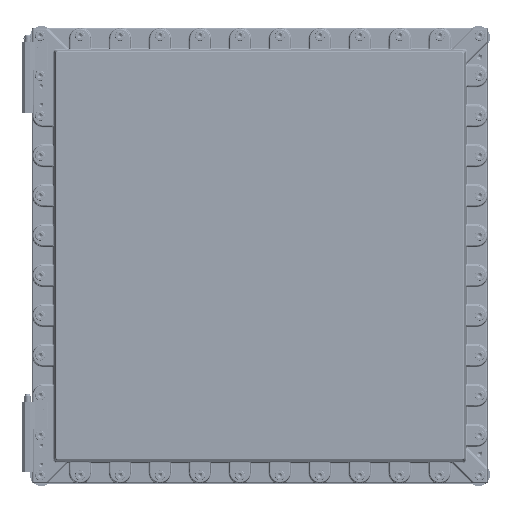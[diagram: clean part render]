
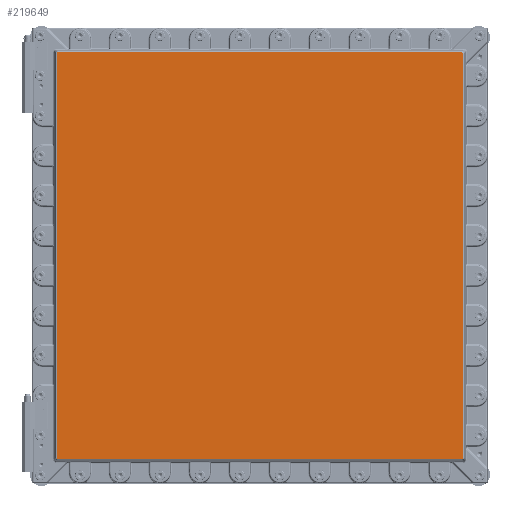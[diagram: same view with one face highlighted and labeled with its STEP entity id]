
A CAD part, top view. The second image highlights one B-rep face of the part: STEP entity #219649.
In plain terms, the highlighted planar face has unit normal (0, 0, 1).
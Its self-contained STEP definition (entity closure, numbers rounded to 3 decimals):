
#26985 = AXIS2_PLACEMENT_3D ( 'NONE', #118807, #118836, #118838 ) ;
#93308 = VECTOR ( 'NONE', #97088, 1000. ) ;
#93326 = LINE ( 'NONE', #97012, #93330 ) ;
#93328 = LINE ( 'NONE', #97079, #93308 ) ;
#93330 = VECTOR ( 'NONE', #97018, 1000. ) ;
#93332 = LINE ( 'NONE', #97112, #93335 ) ;
#93335 = VECTOR ( 'NONE', #97120, 1000. ) ;
#93337 = LINE ( 'NONE', #97144, #93340 ) ;
#93340 = VECTOR ( 'NONE', #97152, 1000. ) ;
#94753 = FACE_OUTER_BOUND ( 'NONE', #241444, .T. ) ;
#97012 = CARTESIAN_POINT ( 'NONE',  ( -325.465, -327., 34. ) ) ;
#97018 = DIRECTION ( 'NONE',  ( 0., -1., 0. ) ) ;
#97037 = CARTESIAN_POINT ( 'NONE',  ( -324.68, -325.465, 34. ) ) ;
#97042 = CARTESIAN_POINT ( 'NONE',  ( 324.68, -325.465, 34. ) ) ;
#97056 = CARTESIAN_POINT ( 'NONE',  ( -325.465, -324.68, 34. ) ) ;
#97059 = CARTESIAN_POINT ( 'NONE',  ( 325.465, -324.68, 34. ) ) ;
#97066 = CARTESIAN_POINT ( 'NONE',  ( -325.465, -323.533, 34. ) ) ;
#97070 = CARTESIAN_POINT ( 'NONE',  ( -323.533, -325.465, 34. ) ) ;
#97079 = CARTESIAN_POINT ( 'NONE',  ( -327., -325.465, 34. ) ) ;
#97088 = DIRECTION ( 'NONE',  ( 1., 0., 0. ) ) ;
#97091 = CARTESIAN_POINT ( 'NONE',  ( 325.465, 324.68, 34. ) ) ;
#97095 = CARTESIAN_POINT ( 'NONE',  ( 323.533, -325.465, 34. ) ) ;
#97098 = CARTESIAN_POINT ( 'NONE',  ( 324.68, 325.465, 34. ) ) ;
#97102 = CARTESIAN_POINT ( 'NONE',  ( 325.465, -323.533, 34. ) ) ;
#97112 = CARTESIAN_POINT ( 'NONE',  ( 325.465, -327., 34. ) ) ;
#97120 = DIRECTION ( 'NONE',  ( 0., 1., 0. ) ) ;
#97123 = CARTESIAN_POINT ( 'NONE',  ( -324.68, 325.465, 34. ) ) ;
#97127 = CARTESIAN_POINT ( 'NONE',  ( 325.465, 323.533, 34. ) ) ;
#97131 = CARTESIAN_POINT ( 'NONE',  ( -325.465, 324.68, 34. ) ) ;
#97135 = CARTESIAN_POINT ( 'NONE',  ( 323.533, 325.465, 34. ) ) ;
#97144 = CARTESIAN_POINT ( 'NONE',  ( -327., 325.465, 34. ) ) ;
#97152 = DIRECTION ( 'NONE',  ( -1., 0., 0. ) ) ;
#97158 = CARTESIAN_POINT ( 'NONE',  ( -323.533, 325.465, 34. ) ) ;
#97166 = CARTESIAN_POINT ( 'NONE',  ( -325.465, 323.533, 34. ) ) ;
#115589 = CARTESIAN_POINT ( 'NONE',  ( -325.465, -323.533, 34. ) ) ;
#115591 = CARTESIAN_POINT ( 'NONE',  ( -325.465, 323.533, 34. ) ) ;
#115609 = CARTESIAN_POINT ( 'NONE',  ( -323.533, -325.465, 34. ) ) ;
#115612 = CARTESIAN_POINT ( 'NONE',  ( 323.533, -325.465, 34. ) ) ;
#115615 = CARTESIAN_POINT ( 'NONE',  ( 325.465, -323.533, 34. ) ) ;
#115618 = CARTESIAN_POINT ( 'NONE',  ( 325.465, 323.533, 34. ) ) ;
#115621 = CARTESIAN_POINT ( 'NONE',  ( 323.533, 325.465, 34. ) ) ;
#115624 = CARTESIAN_POINT ( 'NONE',  ( -323.533, 325.465, 34. ) ) ;
#118807 = CARTESIAN_POINT ( 'NONE',  ( -327., -327., 34. ) ) ;
#118830 = PLANE ( 'NONE',  #26985 ) ;
#118836 = DIRECTION ( 'NONE',  ( 0., 0., 1. ) ) ;
#118838 = DIRECTION ( 'NONE',  ( 1., 0., 0. ) ) ;
#153566 =( BOUNDED_CURVE ( )  B_SPLINE_CURVE ( 3, ( #97066, #97056, #97037, #97070 ),
 .UNSPECIFIED., .F., .F. ) 
 B_SPLINE_CURVE_WITH_KNOTS ( ( 4, 4 ),
 ( 2.39, 3.893 ),
 .UNSPECIFIED. ) 
 CURVE ( )  GEOMETRIC_REPRESENTATION_ITEM ( )  RATIONAL_B_SPLINE_CURVE ( ( 1., 0.82, 0.82, 1. ) ) 
 REPRESENTATION_ITEM ( '' )  );
#153572 =( BOUNDED_CURVE ( )  B_SPLINE_CURVE ( 3, ( #97095, #97042, #97059, #97102 ),
 .UNSPECIFIED., .F., .F. ) 
 B_SPLINE_CURVE_WITH_KNOTS ( ( 4, 4 ),
 ( 2.39, 3.893 ),
 .UNSPECIFIED. ) 
 CURVE ( )  GEOMETRIC_REPRESENTATION_ITEM ( )  RATIONAL_B_SPLINE_CURVE ( ( 1., 0.82, 0.82, 1. ) ) 
 REPRESENTATION_ITEM ( '' )  );
#153576 =( BOUNDED_CURVE ( )  B_SPLINE_CURVE ( 3, ( #97127, #97091, #97098, #97135 ),
 .UNSPECIFIED., .F., .F. ) 
 B_SPLINE_CURVE_WITH_KNOTS ( ( 4, 4 ),
 ( 2.39, 3.893 ),
 .UNSPECIFIED. ) 
 CURVE ( )  GEOMETRIC_REPRESENTATION_ITEM ( )  RATIONAL_B_SPLINE_CURVE ( ( 1., 0.82, 0.82, 1. ) ) 
 REPRESENTATION_ITEM ( '' )  );
#153580 =( BOUNDED_CURVE ( )  B_SPLINE_CURVE ( 3, ( #97158, #97123, #97131, #97166 ),
 .UNSPECIFIED., .F., .F. ) 
 B_SPLINE_CURVE_WITH_KNOTS ( ( 4, 4 ),
 ( 2.39, 3.893 ),
 .UNSPECIFIED. ) 
 CURVE ( )  GEOMETRIC_REPRESENTATION_ITEM ( )  RATIONAL_B_SPLINE_CURVE ( ( 1., 0.82, 0.82, 1. ) ) 
 REPRESENTATION_ITEM ( '' )  );
#199464 = EDGE_CURVE ( 'NONE', #212749, #212748, #93326, .T. ) ;
#199467 = EDGE_CURVE ( 'NONE', #212748, #212763, #153566, .T. ) ;
#199471 = EDGE_CURVE ( 'NONE', #212763, #212765, #93328, .T. ) ;
#199474 = EDGE_CURVE ( 'NONE', #212765, #212768, #153572, .T. ) ;
#199477 = EDGE_CURVE ( 'NONE', #212768, #212770, #93332, .T. ) ;
#199481 = EDGE_CURVE ( 'NONE', #212770, #212772, #153576, .T. ) ;
#199484 = EDGE_CURVE ( 'NONE', #212772, #212774, #93337, .T. ) ;
#199487 = EDGE_CURVE ( 'NONE', #212774, #212749, #153580, .T. ) ;
#212748 = VERTEX_POINT ( 'NONE', #115589 ) ;
#212749 = VERTEX_POINT ( 'NONE', #115591 ) ;
#212763 = VERTEX_POINT ( 'NONE', #115609 ) ;
#212765 = VERTEX_POINT ( 'NONE', #115612 ) ;
#212768 = VERTEX_POINT ( 'NONE', #115615 ) ;
#212770 = VERTEX_POINT ( 'NONE', #115618 ) ;
#212772 = VERTEX_POINT ( 'NONE', #115621 ) ;
#212774 = VERTEX_POINT ( 'NONE', #115624 ) ;
#219649 = ADVANCED_FACE ( 'NONE', ( #94753 ), #118830, .T. ) ;
#234027 = ORIENTED_EDGE ( 'NONE', *, *, #199464, .T. ) ;
#234031 = ORIENTED_EDGE ( 'NONE', *, *, #199467, .T. ) ;
#234034 = ORIENTED_EDGE ( 'NONE', *, *, #199471, .T. ) ;
#234036 = ORIENTED_EDGE ( 'NONE', *, *, #199474, .T. ) ;
#234038 = ORIENTED_EDGE ( 'NONE', *, *, #199477, .T. ) ;
#234039 = ORIENTED_EDGE ( 'NONE', *, *, #199481, .T. ) ;
#234043 = ORIENTED_EDGE ( 'NONE', *, *, #199484, .T. ) ;
#234046 = ORIENTED_EDGE ( 'NONE', *, *, #199487, .T. ) ;
#241444 = EDGE_LOOP ( 'NONE', ( #234027, #234031, #234034, #234036, #234038, #234039, #234043, #234046 ) ) ;
